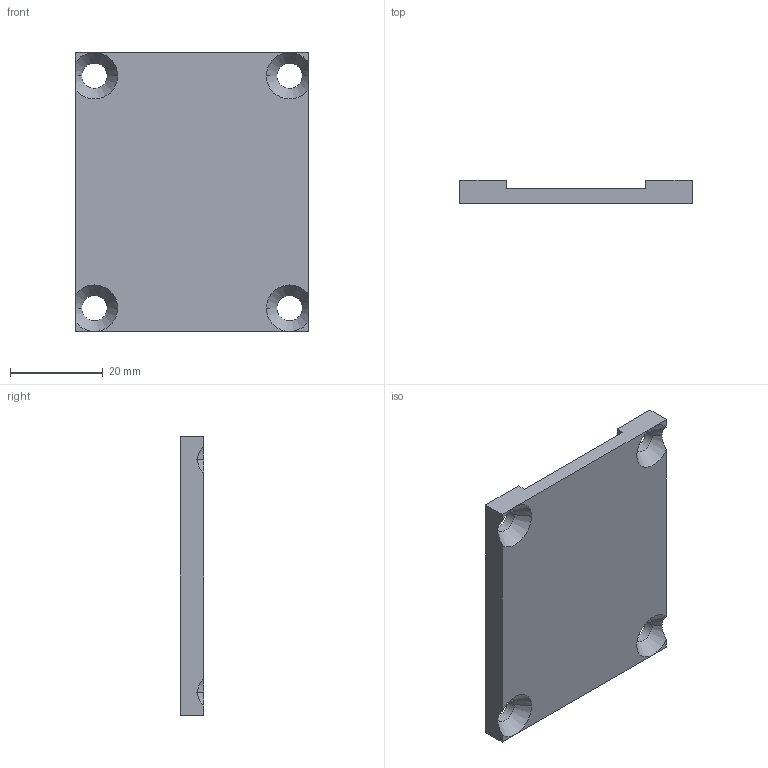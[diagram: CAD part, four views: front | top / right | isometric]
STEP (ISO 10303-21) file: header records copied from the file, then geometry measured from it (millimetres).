
FILE_DESCRIPTION(('CATIA V5 STEP Exchange'),'2;1');
FILE_NAME('VSOTR1100-Y020 - Al - 5 Pcs.stp','2022-05-15T08:49:14+00:00',('none'),('none'),'CATIA Version 5 Release 21 GA (IN-10)','CATIA V5 STEP AP214','none');
FILE_SCHEMA(('AUTOMOTIVE_DESIGN { 1 0 10303 214 1 1 1 1 }'));
Length unit declared in the file: millimetre
Products named in the file (1): VSOTR1100-Y020
Bounding box: 50 x 5 x 60 mm (x, y, z)
Volume: 10996.5 mm3; surface area: 7270.5 mm2
Topology: 1 solids, 1 shells, 34 faces, 104 edges, 68 vertices
Faces by surface type: plane 14, cone 12, cylinder 8
Entity records: 1227 total; most frequent: CARTESIAN_POINT 360, ORIENTED_EDGE 208, DIRECTION 122, EDGE_CURVE 104, VERTEX_POINT 68, AXIS2_PLACEMENT_3D 50, VECTOR 48, LINE 48
